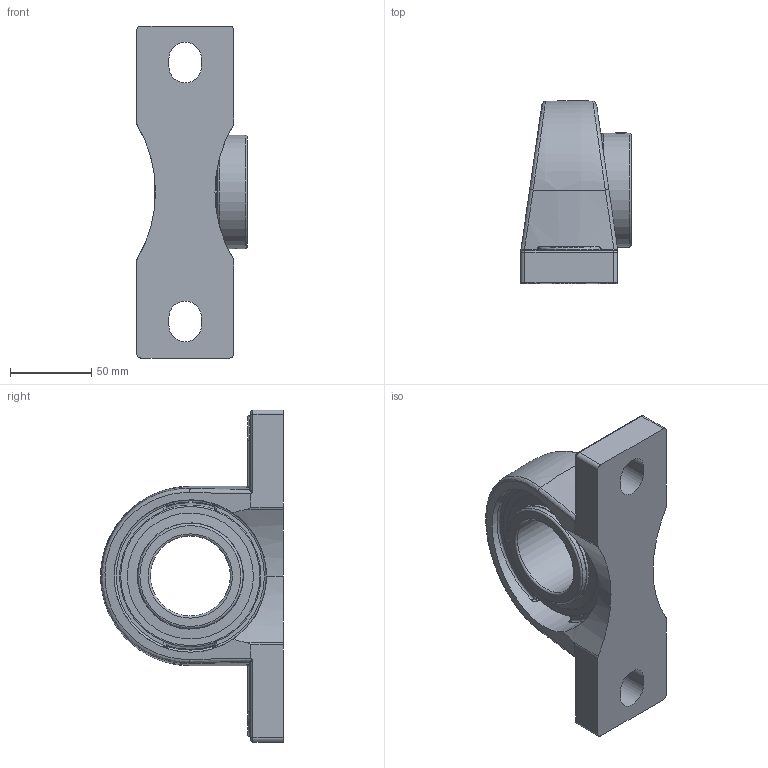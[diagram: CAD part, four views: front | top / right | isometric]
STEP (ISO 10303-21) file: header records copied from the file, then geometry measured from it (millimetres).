
FILE_DESCRIPTION(('HOOPS Exchange Step'),'2;1');
FILE_NAME('export-88438687-A9F1-4E9F-8E72-B9ECF48DFFD0.stp','2020-05-21T10:35:21-07:00',('dkerr'),('Alibre'),'HOOPS Exchange 2020.0','Alibre','Unknown authorisation');
FILE_SCHEMA( ('AP242_MANAGED_MODEL_BASED_3D_ENGINEERING_MIM_LF {1 0 10303 442 1 1 4 }') );
Length unit declared in the file: inch
Products named in the file (8): MRN SPM 210 L4L; SNC 210 (Ball Bearing); SNC 210 (Shield); SNC 210 (Setscrew); SNC 210-31 (Collar); SNC 210-31 L4L (1.9375inch) (Race); MRN SNC 210-31 L4L (1.9375inch); MRN SNCSPM 210-31 L4L (1.9375inch)
Assembly tree (8 placements, depth 3):
  MRN SNCSPM 210-31 L4L (1.9375inch)
    MRN SPM 210 L4L
    MRN SNC 210-31 L4L (1.9375inch)
      SNC 210 (Ball Bearing)
      SNC 210 (Shield)  x2
      SNC 210 (Setscrew)
      SNC 210-31 (Collar)
      SNC 210-31 L4L (1.9375inch) (Race)
Bounding box: 67.84 x 112.33 x 204 mm (x, y, z)
Volume: 429275.6 mm3; surface area: 114781.2 mm2
Topology: 17 solids, 17 shells, 197 faces, 523 edges, 335 vertices
Faces by surface type: cylinder 67, plane 52, torus 29, bspline 22, sphere 17, cone 10
Full cylindrical faces by diameter (mm): 6.782 x3, 49.212 x2, 59.385 x2, 64.516 x4, 65.278 x2, 69.901 x1, 76.2 x2, 77.47 x2, 93.638 x2, 100.1 x1
Entity records: 13104 total; most frequent: CARTESIAN_POINT 8238, DIRECTION 1013, ORIENTED_EDGE 948, EDGE_CURVE 474, AXIS2_PLACEMENT_3D 432, VERTEX_POINT 321, CIRCLE 220, EDGE_LOOP 211
